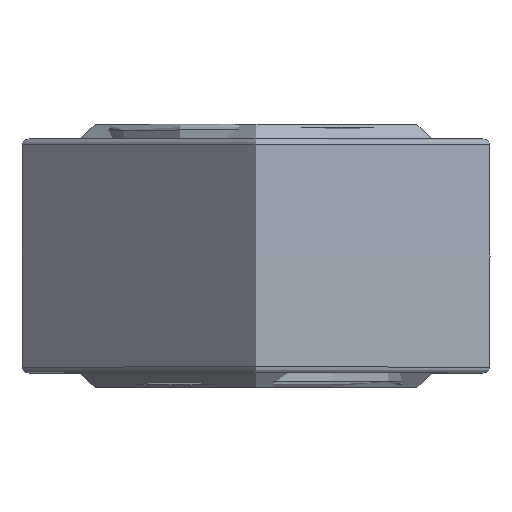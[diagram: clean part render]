
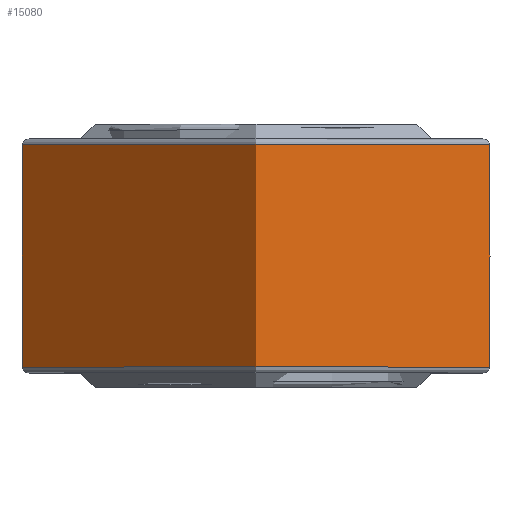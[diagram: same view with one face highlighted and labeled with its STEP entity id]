
A CAD part, top view. The second image highlights one B-rep face of the part: STEP entity #15080.
In plain terms, the highlighted free-form (B-spline) face has degree [2, 2] with [3, 9] control points.
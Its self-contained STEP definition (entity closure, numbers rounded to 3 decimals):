
#1089=(
BOUNDED_SURFACE()
B_SPLINE_SURFACE(2,2,((#21025,#21026,#21027,#21028,#21029,#21030,#21031,
#21032,#21033),(#21034,#21035,#21036,#21037,#21038,#21039,#21040,#21041,
#21042),(#21043,#21044,#21045,#21046,#21047,#21048,#21049,#21050,#21051)),
 .UNSPECIFIED.,.F.,.T.,.F.)
B_SPLINE_SURFACE_WITH_KNOTS((3,3),(3,2,2,2,3),(-0.005,0.005),
(-3.142,-1.571,0.,1.571,3.142),
 .UNSPECIFIED.)
GEOMETRIC_REPRESENTATION_ITEM()
RATIONAL_B_SPLINE_SURFACE(((1.,0.707,1.,0.707,1.,
0.707,1.,0.707,1.),(1.,0.707,
1.,0.707,1.,0.707,
1.,0.707,1.),(1.,0.707,
1.,0.707,1.,0.707,1.,0.707,1.)))
REPRESENTATION_ITEM('')
SURFACE()
);
#1698=FACE_OUTER_BOUND('',#2615,.T.);
#2615=EDGE_LOOP('',(#10297,#10298,#10299,#10300));
#5901=CIRCLE('',#16128,39.955);
#5903=CIRCLE('',#16130,39.955);
#5904=CIRCLE('',#16131,4000.);
#6464=VERTEX_POINT('',#21022);
#6465=VERTEX_POINT('',#21052);
#7996=EDGE_CURVE('',#6464,#6464,#5901,.T.);
#7998=EDGE_CURVE('',#6465,#6465,#5903,.T.);
#7999=EDGE_CURVE('',#6465,#6464,#5904,.T.);
#10297=ORIENTED_EDGE('',*,*,#7998,.F.);
#10298=ORIENTED_EDGE('',*,*,#7999,.T.);
#10299=ORIENTED_EDGE('',*,*,#7996,.T.);
#10300=ORIENTED_EDGE('',*,*,#7999,.F.);
#15080=ADVANCED_FACE('',(#1698),#1089,.F.);
#16128=AXIS2_PLACEMENT_3D('',#21023,#17407,#17408);
#16130=AXIS2_PLACEMENT_3D('',#21053,#17411,#17412);
#16131=AXIS2_PLACEMENT_3D('',#21054,#17413,#17414);
#17407=DIRECTION('center_axis',(-1.,0.,0.));
#17408=DIRECTION('ref_axis',(0.,0.,1.));
#17411=DIRECTION('center_axis',(-1.,0.,0.));
#17412=DIRECTION('ref_axis',(0.,0.,1.));
#17413=DIRECTION('center_axis',(0.,-1.,0.));
#17414=DIRECTION('ref_axis',(0.,0.,
-1.));
#21022=CARTESIAN_POINT('',(19.005,0.,-39.955));
#21023=CARTESIAN_POINT('Origin',(19.005,0.,0.));
#21025=CARTESIAN_POINT('Ctrl Pts',(19.005,0.,-39.955));
#21026=CARTESIAN_POINT('Ctrl Pts',(19.005,-39.955,-39.955));
#21027=CARTESIAN_POINT('Ctrl Pts',(19.005,-39.955,0.));
#21028=CARTESIAN_POINT('Ctrl Pts',(19.005,-39.955,39.955));
#21029=CARTESIAN_POINT('Ctrl Pts',(19.005,0.,39.955));
#21030=CARTESIAN_POINT('Ctrl Pts',(19.005,39.955,39.955));
#21031=CARTESIAN_POINT('Ctrl Pts',(19.005,39.955,0.));
#21032=CARTESIAN_POINT('Ctrl Pts',(19.005,39.955,-39.955));
#21033=CARTESIAN_POINT('Ctrl Pts',(19.005,0.,-39.955));
#21034=CARTESIAN_POINT('Ctrl Pts',(0.,0.,-40.045));
#21035=CARTESIAN_POINT('Ctrl Pts',(0.,-40.045,
-40.045));
#21036=CARTESIAN_POINT('Ctrl Pts',(0.,-40.045,
0.));
#21037=CARTESIAN_POINT('Ctrl Pts',(0.,-40.045,
40.045));
#21038=CARTESIAN_POINT('Ctrl Pts',(0.,0.,40.045));
#21039=CARTESIAN_POINT('Ctrl Pts',(0.,40.045,
40.045));
#21040=CARTESIAN_POINT('Ctrl Pts',(0.,40.045,
0.));
#21041=CARTESIAN_POINT('Ctrl Pts',(0.,40.045,
-40.045));
#21042=CARTESIAN_POINT('Ctrl Pts',(0.,0.,-40.045));
#21043=CARTESIAN_POINT('Ctrl Pts',(-19.005,0.,-39.955));
#21044=CARTESIAN_POINT('Ctrl Pts',(-19.005,-39.955,
-39.955));
#21045=CARTESIAN_POINT('Ctrl Pts',(-19.005,-39.955,
0.));
#21046=CARTESIAN_POINT('Ctrl Pts',(-19.005,-39.955,
39.955));
#21047=CARTESIAN_POINT('Ctrl Pts',(-19.005,0.,39.955));
#21048=CARTESIAN_POINT('Ctrl Pts',(-19.005,39.955,39.955));
#21049=CARTESIAN_POINT('Ctrl Pts',(-19.005,39.955,0.));
#21050=CARTESIAN_POINT('Ctrl Pts',(-19.005,39.955,-39.955));
#21051=CARTESIAN_POINT('Ctrl Pts',(-19.005,0.,-39.955));
#21052=CARTESIAN_POINT('',(-19.005,0.,-39.955));
#21053=CARTESIAN_POINT('Origin',(-19.005,0.,0.));
#21054=CARTESIAN_POINT('Origin',(0.,0.,
3960.));
